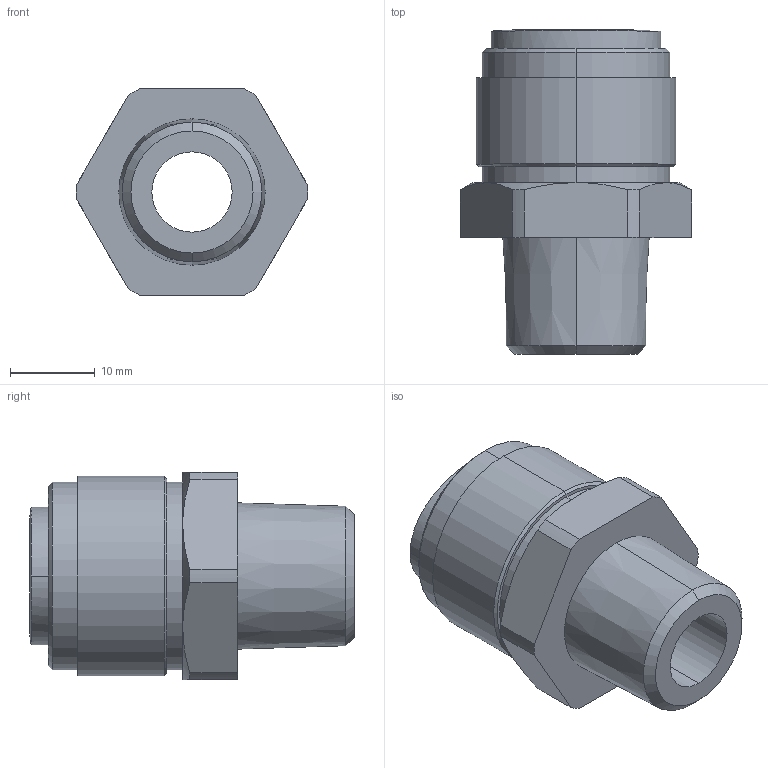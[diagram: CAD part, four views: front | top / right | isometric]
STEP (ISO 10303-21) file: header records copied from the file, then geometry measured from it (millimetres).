
FILE_DESCRIPTION (( 'STEP AP214' ), '1' );
FILE_NAME ('MS12-38N-P.step', '2017-08-29T20:48:23', ( '' ), ( '' ), 'SwSTEP 2.0', 'SolidWorks 2017', '' );
FILE_SCHEMA (( 'AUTOMOTIVE_DESIGN' ));
Length unit declared in the file: inch
Products named in the file (1): MS12-38N-P
Bounding box: 27.39 x 38.4 x 24.5 mm (x, y, z)
Volume: 9510.8 mm3; surface area: 4819.9 mm2
Topology: 1 solids, 1 shells, 49 faces, 111 edges, 69 vertices
Faces by surface type: cylinder 16, cone 14, plane 13, bspline 6
Entity records: 2281 total; most frequent: CARTESIAN_POINT 1166, DIRECTION 224, ORIENTED_EDGE 222, EDGE_CURVE 111, AXIS2_PLACEMENT_3D 94, VERTEX_POINT 69, EDGE_LOOP 56, CIRCLE 50
